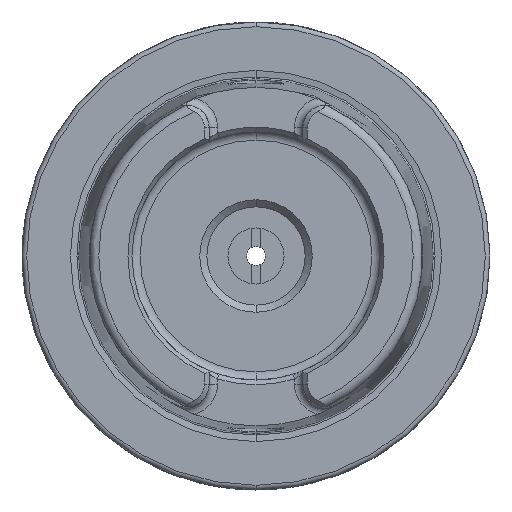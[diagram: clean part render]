
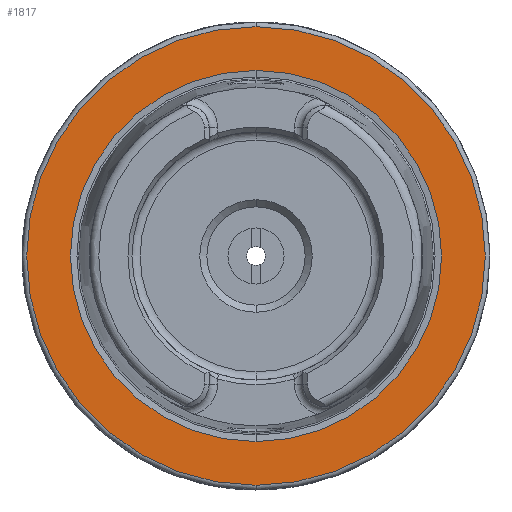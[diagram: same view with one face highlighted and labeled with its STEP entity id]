
A CAD part, left-side view. The second image highlights one B-rep face of the part: STEP entity #1817.
In plain terms, the highlighted planar face has unit normal (-1, 0, 0).
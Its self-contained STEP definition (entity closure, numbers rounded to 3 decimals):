
#1794 = EDGE_LOOP ( 'NONE', ( #1818, #2014 ) ) ;
#1817 = ADVANCED_FACE ( 'NONE', ( #6372, #6371 ), #6367, .T. ) ;
#1818 = ORIENTED_EDGE ( 'NONE', *, *, #5316, .T. ) ;
#1929 = EDGE_CURVE ( 'NONE', #5262, #5317, #6516, .T. ) ;
#2014 = ORIENTED_EDGE ( 'NONE', *, *, #1929, .T. ) ;
#2015 = EDGE_LOOP ( 'NONE', ( #2017, #2018 ) ) ;
#2017 = ORIENTED_EDGE ( 'NONE', *, *, #5281, .F. ) ;
#2018 = ORIENTED_EDGE ( 'NONE', *, *, #2019, .F. ) ;
#2019 = EDGE_CURVE ( 'NONE', #5282, #5217, #6769, .T. ) ;
#5217 = VERTEX_POINT ( 'NONE', #7637 ) ;
#5262 = VERTEX_POINT ( 'NONE', #7747 ) ;
#5281 = EDGE_CURVE ( 'NONE', #5217, #5282, #7824, .T. ) ;
#5282 = VERTEX_POINT ( 'NONE', #7823 ) ;
#5316 = EDGE_CURVE ( 'NONE', #5317, #5262, #7905, .T. ) ;
#5317 = VERTEX_POINT ( 'NONE', #7930 ) ;
#6364 = DIRECTION ( 'NONE',  ( -1., 0., 0. ) ) ;
#6365 = CARTESIAN_POINT ( 'NONE',  ( 11., 39.647, 0. ) ) ;
#6366 = AXIS2_PLACEMENT_3D ( 'NONE', #6365, #6364, #6374 ) ;
#6367 = PLANE ( 'NONE',  #6366 ) ;
#6371 = FACE_OUTER_BOUND ( 'NONE', #2015, .T. ) ;
#6372 = FACE_BOUND ( 'NONE', #1794, .T. ) ;
#6374 = DIRECTION ( 'NONE',  ( 0., 0., 1. ) ) ;
#6515 = DIRECTION ( 'NONE',  ( 1., 0., 0. ) ) ;
#6516 = CIRCLE ( 'NONE', #6522, 39.647 ) ;
#6519 = DIRECTION ( 'NONE',  ( 0., 0., -1. ) ) ;
#6522 = AXIS2_PLACEMENT_3D ( 'NONE', #6528, #6515, #6519 ) ;
#6528 = CARTESIAN_POINT ( 'NONE',  ( 11., 0., 0. ) ) ;
#6747 = DIRECTION ( 'NONE',  ( 0., 0., -1. ) ) ;
#6751 = DIRECTION ( 'NONE',  ( 1., 0., 0. ) ) ;
#6752 = CARTESIAN_POINT ( 'NONE',  ( 11., 0., 0. ) ) ;
#6763 = AXIS2_PLACEMENT_3D ( 'NONE', #6752, #6751, #6747 ) ;
#6769 = CIRCLE ( 'NONE', #6763, 49. ) ;
#7637 = CARTESIAN_POINT ( 'NONE',  ( 11., 0., -49. ) ) ;
#7747 = CARTESIAN_POINT ( 'NONE',  ( 11., 0., -39.647 ) ) ;
#7814 = DIRECTION ( 'NONE',  ( 0., 0., -1. ) ) ;
#7823 = CARTESIAN_POINT ( 'NONE',  ( 11., 0., 49. ) ) ;
#7824 = CIRCLE ( 'NONE', #7857, 49. ) ;
#7857 = AXIS2_PLACEMENT_3D ( 'NONE', #7867, #7859, #7814 ) ;
#7859 = DIRECTION ( 'NONE',  ( 1., 0., 0. ) ) ;
#7867 = CARTESIAN_POINT ( 'NONE',  ( 11., 0., 0. ) ) ;
#7899 = DIRECTION ( 'NONE',  ( 0., 0., -1. ) ) ;
#7900 = DIRECTION ( 'NONE',  ( 1., 0., 0. ) ) ;
#7905 = CIRCLE ( 'NONE', #7929, 39.647 ) ;
#7906 = CARTESIAN_POINT ( 'NONE',  ( 11., 0., 0. ) ) ;
#7929 = AXIS2_PLACEMENT_3D ( 'NONE', #7906, #7900, #7899 ) ;
#7930 = CARTESIAN_POINT ( 'NONE',  ( 11., 0., 39.647 ) ) ;
